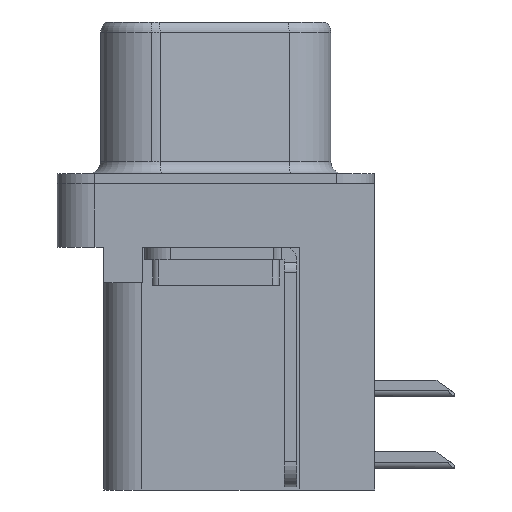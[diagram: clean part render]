
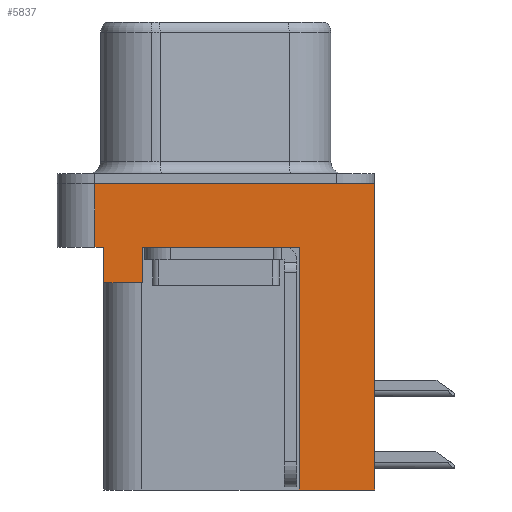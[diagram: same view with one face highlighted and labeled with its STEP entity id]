
A CAD part, left-side view. The second image highlights one B-rep face of the part: STEP entity #5837.
In plain terms, the highlighted planar face has unit normal (-1, 0, 0).
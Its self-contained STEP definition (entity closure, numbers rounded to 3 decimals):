
#52 = FACE_OUTER_BOUND ( 'NONE', #13475, .T. ) ;
#202 = VERTEX_POINT ( 'NONE', #16172 ) ;
#246 = VERTEX_POINT ( 'NONE', #3480 ) ;
#263 = LINE ( 'NONE', #8745, #3951 ) ;
#409 = ORIENTED_EDGE ( 'NONE', *, *, #5095, .T. ) ;
#960 = DIRECTION ( 'NONE',  ( 0., 0., 1. ) ) ;
#1719 = DIRECTION ( 'NONE',  ( 0., 1., 0. ) ) ;
#2055 = LINE ( 'NONE', #9455, #13926 ) ;
#2392 = CARTESIAN_POINT ( 'NONE',  ( -2.91, 4.425, -3.9 ) ) ;
#2450 = CARTESIAN_POINT ( 'NONE',  ( -2.91, -6.275, -2.5 ) ) ;
#2621 = DIRECTION ( 'NONE',  ( 0., 0., 1. ) ) ;
#2763 = VERTEX_POINT ( 'NONE', #8998 ) ;
#2861 = CARTESIAN_POINT ( 'NONE',  ( -2.91, -3.295, -12.1 ) ) ;
#2949 = LINE ( 'NONE', #12235, #11896 ) ;
#3129 = VERTEX_POINT ( 'NONE', #7741 ) ;
#3312 = DIRECTION ( 'NONE',  ( 0., 0., 1. ) ) ;
#3430 = EDGE_CURVE ( 'NONE', #5044, #7259, #7889, .T. ) ;
#3480 = CARTESIAN_POINT ( 'NONE',  ( -2.91, 2.895, -2.5 ) ) ;
#3555 = DIRECTION ( 'NONE',  ( 0., -1., 0. ) ) ;
#3736 = ORIENTED_EDGE ( 'NONE', *, *, #6610, .F. ) ;
#3847 = CARTESIAN_POINT ( 'NONE',  ( -2.91, -6.275, -2.5 ) ) ;
#3951 = VECTOR ( 'NONE', #7439, 1000. ) ;
#4079 = DIRECTION ( 'NONE',  ( 0., 0., 1. ) ) ;
#4323 = EDGE_CURVE ( 'NONE', #11529, #2763, #263, .T. ) ;
#4392 = AXIS2_PLACEMENT_3D ( 'NONE', #3847, #10265, #4079 ) ;
#4763 = DIRECTION ( 'NONE',  ( 0., -1., 0. ) ) ;
#4868 = CARTESIAN_POINT ( 'NONE',  ( -2.91, -6.275, -12.1 ) ) ;
#5013 = ORIENTED_EDGE ( 'NONE', *, *, #6836, .T. ) ;
#5044 = VERTEX_POINT ( 'NONE', #13431 ) ;
#5095 = EDGE_CURVE ( 'NONE', #246, #11062, #2055, .T. ) ;
#5581 = CARTESIAN_POINT ( 'NONE',  ( -2.91, 4.775, 0. ) ) ;
#5733 = EDGE_CURVE ( 'NONE', #202, #7739, #9865, .T. ) ;
#5779 = ORIENTED_EDGE ( 'NONE', *, *, #11372, .F. ) ;
#5837 = ADVANCED_FACE ( 'NONE', ( #52 ), #7559, .T. ) ;
#5856 = LINE ( 'NONE', #14684, #6856 ) ;
#5992 = CARTESIAN_POINT ( 'NONE',  ( -2.91, -3.295, -2.5 ) ) ;
#6021 = VECTOR ( 'NONE', #3312, 1000. ) ;
#6120 = LINE ( 'NONE', #13543, #6021 ) ;
#6610 = EDGE_CURVE ( 'NONE', #3129, #11062, #6120, .T. ) ;
#6765 = VECTOR ( 'NONE', #4763, 1000. ) ;
#6836 = EDGE_CURVE ( 'NONE', #5044, #246, #10626, .T. ) ;
#6856 = VECTOR ( 'NONE', #3555, 1000. ) ;
#7259 = VERTEX_POINT ( 'NONE', #9275 ) ;
#7287 = EDGE_CURVE ( 'NONE', #11529, #3129, #7803, .T. ) ;
#7314 = CARTESIAN_POINT ( 'NONE',  ( -2.91, 4.425, -2.5 ) ) ;
#7439 = DIRECTION ( 'NONE',  ( 0., 0., 1. ) ) ;
#7559 = PLANE ( 'NONE',  #4392 ) ;
#7739 = VERTEX_POINT ( 'NONE', #7314 ) ;
#7741 = CARTESIAN_POINT ( 'NONE',  ( -2.91, -3.295, -12.1 ) ) ;
#7803 = LINE ( 'NONE', #2861, #16037 ) ;
#7889 = LINE ( 'NONE', #14163, #9067 ) ;
#7970 = ORIENTED_EDGE ( 'NONE', *, *, #3430, .F. ) ;
#8745 = CARTESIAN_POINT ( 'NONE',  ( -2.91, -6.275, -2.5 ) ) ;
#8775 = ORIENTED_EDGE ( 'NONE', *, *, #4323, .T. ) ;
#8998 = CARTESIAN_POINT ( 'NONE',  ( -2.91, -6.275, 0. ) ) ;
#9067 = VECTOR ( 'NONE', #1719, 1000. ) ;
#9275 = CARTESIAN_POINT ( 'NONE',  ( -2.91, 4.425, -3.9 ) ) ;
#9455 = CARTESIAN_POINT ( 'NONE',  ( -2.91, -6.275, -2.5 ) ) ;
#9865 = LINE ( 'NONE', #2450, #6765 ) ;
#10265 = DIRECTION ( 'NONE',  ( -1., 0., 0. ) ) ;
#10398 = ORIENTED_EDGE ( 'NONE', *, *, #10461, .F. ) ;
#10461 = EDGE_CURVE ( 'NONE', #202, #13164, #2949, .T. ) ;
#10626 = LINE ( 'NONE', #11867, #11800 ) ;
#11062 = VERTEX_POINT ( 'NONE', #5992 ) ;
#11372 = EDGE_CURVE ( 'NONE', #13164, #2763, #5856, .T. ) ;
#11511 = DIRECTION ( 'NONE',  ( 0., 1., 0. ) ) ;
#11529 = VERTEX_POINT ( 'NONE', #4868 ) ;
#11800 = VECTOR ( 'NONE', #15331, 1000. ) ;
#11846 = ORIENTED_EDGE ( 'NONE', *, *, #7287, .F. ) ;
#11867 = CARTESIAN_POINT ( 'NONE',  ( -2.91, 2.895, -3.9 ) ) ;
#11896 = VECTOR ( 'NONE', #960, 1000. ) ;
#12235 = CARTESIAN_POINT ( 'NONE',  ( -2.91, 4.775, -2.5 ) ) ;
#13164 = VERTEX_POINT ( 'NONE', #5581 ) ;
#13186 = ORIENTED_EDGE ( 'NONE', *, *, #5733, .T. ) ;
#13257 = DIRECTION ( 'NONE',  ( 0., -1., 0. ) ) ;
#13329 = VECTOR ( 'NONE', #2621, 1000. ) ;
#13431 = CARTESIAN_POINT ( 'NONE',  ( -2.91, 2.895, -3.9 ) ) ;
#13475 = EDGE_LOOP ( 'NONE', ( #5779, #10398, #13186, #14084, #7970, #5013, #409, #3736, #11846, #8775 ) ) ;
#13543 = CARTESIAN_POINT ( 'NONE',  ( -2.91, -3.295, -12.1 ) ) ;
#13926 = VECTOR ( 'NONE', #13257, 1000. ) ;
#14084 = ORIENTED_EDGE ( 'NONE', *, *, #14494, .F. ) ;
#14163 = CARTESIAN_POINT ( 'NONE',  ( -2.91, 4.425, -3.9 ) ) ;
#14494 = EDGE_CURVE ( 'NONE', #7259, #7739, #14981, .T. ) ;
#14684 = CARTESIAN_POINT ( 'NONE',  ( -2.91, -6.275, 0. ) ) ;
#14981 = LINE ( 'NONE', #2392, #13329 ) ;
#15331 = DIRECTION ( 'NONE',  ( 0., 0., 1. ) ) ;
#16037 = VECTOR ( 'NONE', #11511, 1000. ) ;
#16172 = CARTESIAN_POINT ( 'NONE',  ( -2.91, 4.775, -2.5 ) ) ;
